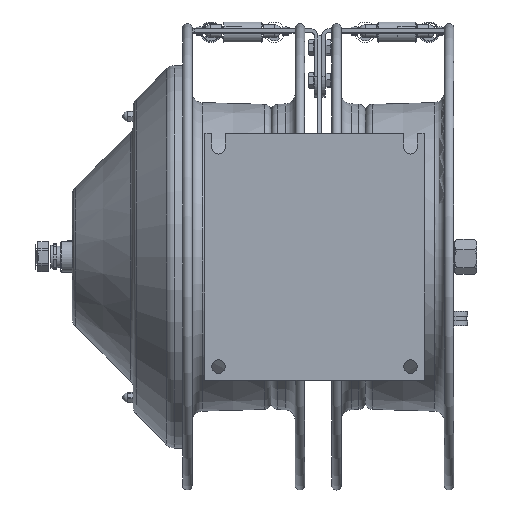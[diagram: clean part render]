
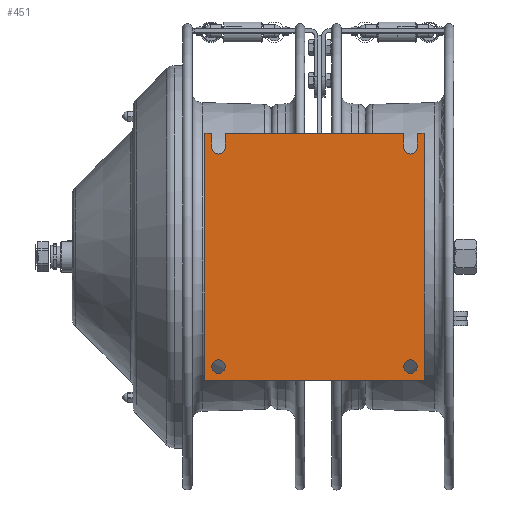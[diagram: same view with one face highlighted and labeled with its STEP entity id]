
A CAD part, front view. The second image highlights one B-rep face of the part: STEP entity #451.
In plain terms, the highlighted planar face has unit normal (0, -1, 0).
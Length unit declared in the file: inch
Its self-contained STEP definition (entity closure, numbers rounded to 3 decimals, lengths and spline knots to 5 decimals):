
#81=CARTESIAN_POINT('',(-3.25,0.,4.));
#82=VERTEX_POINT('',#81);
#83=CARTESIAN_POINT('',(-3.75,0.,4.));
#84=VERTEX_POINT('',#83);
#85=CARTESIAN_POINT('',(-3.5,0.,4.));
#86=DIRECTION('',(0.0,1.0,0.0));
#87=DIRECTION('',(1.0,0.0,0.0));
#88=AXIS2_PLACEMENT_3D('',#85,#86,#87);
#89=CIRCLE('',#88,0.25);
#90=EDGE_CURVE('',#82,#84,#89,.T.);
#123=CARTESIAN_POINT('',(-3.75,0.,4.5));
#124=VERTEX_POINT('',#123);
#125=CARTESIAN_POINT('',(-3.75,0.,4.));
#126=DIRECTION('',(0.0,0.0,1.0));
#127=VECTOR('',#126,0.5);
#128=LINE('',#125,#127);
#129=EDGE_CURVE('',#84,#124,#128,.T.);
#154=CARTESIAN_POINT('',(-3.25,0.,4.5));
#155=VERTEX_POINT('',#154);
#156=CARTESIAN_POINT('',(-3.25,0.,4.5));
#157=DIRECTION('',(0.0,0.0,-1.0));
#158=VECTOR('',#157,0.5);
#159=LINE('',#156,#158);
#160=EDGE_CURVE('',#155,#82,#159,.T.);
#185=CARTESIAN_POINT('',(3.5,0.,-3.75));
#186=VERTEX_POINT('',#185);
#187=CARTESIAN_POINT('',(3.5,0.,-4.0));
#188=DIRECTION('',(0.0,1.0,0.0));
#189=DIRECTION('',(0.0,0.0,-1.0));
#190=AXIS2_PLACEMENT_3D('',#187,#188,#189);
#191=CIRCLE('',#190,0.25);
#192=EDGE_CURVE('',#186,#186,#191,.T.);
#213=CARTESIAN_POINT('',(-3.5,0.,-3.75));
#214=VERTEX_POINT('',#213);
#215=CARTESIAN_POINT('',(-3.5,0.,-4.0));
#216=DIRECTION('',(0.0,1.0,0.0));
#217=DIRECTION('',(0.0,0.0,-1.0));
#218=AXIS2_PLACEMENT_3D('',#215,#216,#217);
#219=CIRCLE('',#218,0.25);
#220=EDGE_CURVE('',#214,#214,#219,.T.);
#241=CARTESIAN_POINT('',(3.25,0.,4.));
#242=VERTEX_POINT('',#241);
#243=CARTESIAN_POINT('',(3.25,0.,4.5));
#244=VERTEX_POINT('',#243);
#245=CARTESIAN_POINT('',(3.25,0.,4.));
#246=DIRECTION('',(0.0,0.0,1.0));
#247=VECTOR('',#246,0.5);
#248=LINE('',#245,#247);
#249=EDGE_CURVE('',#242,#244,#248,.T.);
#281=CARTESIAN_POINT('',(3.75,0.,4.5));
#282=VERTEX_POINT('',#281);
#283=CARTESIAN_POINT('',(3.75,0.,4.));
#284=VERTEX_POINT('',#283);
#285=CARTESIAN_POINT('',(3.75,0.,4.5));
#286=DIRECTION('',(0.0,0.0,-1.0));
#287=VECTOR('',#286,0.5);
#288=LINE('',#285,#287);
#289=EDGE_CURVE('',#282,#284,#288,.T.);
#321=CARTESIAN_POINT('',(3.5,0.,4.));
#322=DIRECTION('',(0.0,1.0,0.0));
#323=DIRECTION('',(1.0,0.0,0.0));
#324=AXIS2_PLACEMENT_3D('',#321,#322,#323);
#325=CIRCLE('',#324,0.25);
#326=EDGE_CURVE('',#284,#242,#325,.T.);
#346=CARTESIAN_POINT('',(4.0,0.,4.5));
#347=VERTEX_POINT('',#346);
#348=CARTESIAN_POINT('',(4.0,0.,4.5));
#349=DIRECTION('',(-1.0,0.0,0.0));
#350=VECTOR('',#349,0.25);
#351=LINE('',#348,#350);
#352=EDGE_CURVE('',#347,#282,#351,.T.);
#385=CARTESIAN_POINT('',(-4.0,0.,4.5));
#386=VERTEX_POINT('',#385);
#393=CARTESIAN_POINT('',(-3.75,0.,4.5));
#394=DIRECTION('',(-1.0,0.0,0.0));
#395=VECTOR('',#394,0.25);
#396=LINE('',#393,#395);
#397=EDGE_CURVE('',#124,#386,#396,.T.);
#402=CARTESIAN_POINT('',(0.,0.,0.));
#403=DIRECTION('',(0.0,1.0,0.0));
#404=DIRECTION('',(0.0,0.0,1.0));
#405=AXIS2_PLACEMENT_3D('',#402,#403,#404);
#406=PLANE('',#405);
#407=ORIENTED_EDGE('',*,*,#160,.T.);
#408=ORIENTED_EDGE('',*,*,#90,.T.);
#409=ORIENTED_EDGE('',*,*,#129,.T.);
#410=ORIENTED_EDGE('',*,*,#397,.T.);
#411=CARTESIAN_POINT('',(-4.,0.,-4.5));
#412=VERTEX_POINT('',#411);
#413=CARTESIAN_POINT('',(-4.0,0.,4.5));
#414=DIRECTION('',(0.0,0.0,-1.0));
#415=VECTOR('',#414,9.0);
#416=LINE('',#413,#415);
#417=EDGE_CURVE('',#386,#412,#416,.T.);
#418=ORIENTED_EDGE('',*,*,#417,.T.);
#419=CARTESIAN_POINT('',(4.0,0.,-4.5));
#420=VERTEX_POINT('',#419);
#421=CARTESIAN_POINT('',(-4.,0.,-4.5));
#422=DIRECTION('',(1.0,0.0,0.0));
#423=VECTOR('',#422,8.0);
#424=LINE('',#421,#423);
#425=EDGE_CURVE('',#412,#420,#424,.T.);
#426=ORIENTED_EDGE('',*,*,#425,.T.);
#427=CARTESIAN_POINT('',(4.0,0.,-4.5));
#428=DIRECTION('',(0.0,0.0,1.0));
#429=VECTOR('',#428,9.0);
#430=LINE('',#427,#429);
#431=EDGE_CURVE('',#420,#347,#430,.T.);
#432=ORIENTED_EDGE('',*,*,#431,.T.);
#433=ORIENTED_EDGE('',*,*,#352,.T.);
#434=ORIENTED_EDGE('',*,*,#289,.T.);
#435=ORIENTED_EDGE('',*,*,#326,.T.);
#436=ORIENTED_EDGE('',*,*,#249,.T.);
#437=CARTESIAN_POINT('',(3.25,0.,4.5));
#438=DIRECTION('',(-1.0,0.0,0.0));
#439=VECTOR('',#438,6.5);
#440=LINE('',#437,#439);
#441=EDGE_CURVE('',#244,#155,#440,.T.);
#442=ORIENTED_EDGE('',*,*,#441,.T.);
#443=EDGE_LOOP('',(#407,#408,#409,#410,#418,#426,#432,#433,#434,#435,#436,#442));
#444=FACE_OUTER_BOUND('',#443,.T.);
#445=ORIENTED_EDGE('',*,*,#220,.T.);
#446=EDGE_LOOP('',(#445));
#447=FACE_BOUND('',#446,.T.);
#448=ORIENTED_EDGE('',*,*,#192,.T.);
#449=EDGE_LOOP('',(#448));
#450=FACE_BOUND('',#449,.T.);
#451=ADVANCED_FACE('',(#444,#447,#450),#406,.F.);
